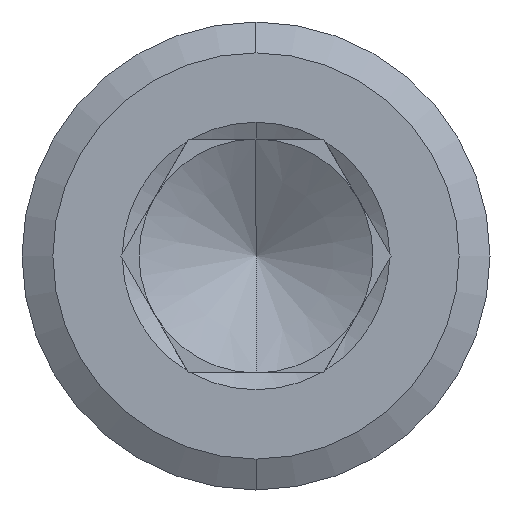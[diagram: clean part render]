
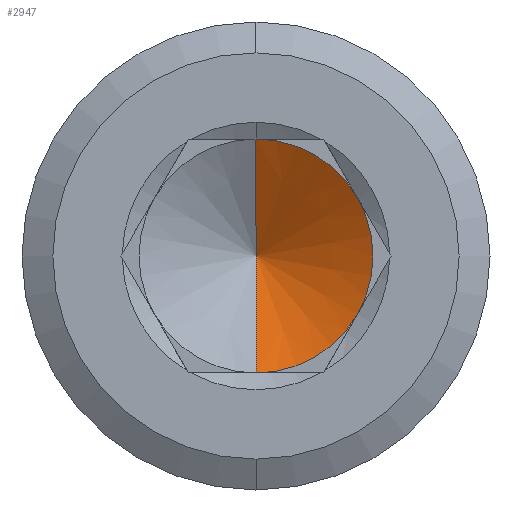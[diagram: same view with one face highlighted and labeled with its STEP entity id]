
A CAD part, left-side view. The second image highlights one B-rep face of the part: STEP entity #2947.
In plain terms, the highlighted conical face has half-angle 60 degrees and reference radius 1732.05 mm.
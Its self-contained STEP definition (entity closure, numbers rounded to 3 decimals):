
#277 = EDGE_CURVE ( 'NONE', #997, #4037, #1928, .T. ) ;
#377 = LINE ( 'NONE', #2603, #2448 ) ;
#566 = AXIS2_PLACEMENT_3D ( 'NONE', #3029, #1101, #2065 ) ;
#574 = EDGE_CURVE ( 'NONE', #1946, #997, #2546, .T. ) ;
#670 = CARTESIAN_POINT ( 'NONE',  ( -26., 0., 1.75 ) ) ;
#785 = CARTESIAN_POINT ( 'NONE',  ( -26., 0., 0. ) ) ;
#874 = CARTESIAN_POINT ( 'NONE',  ( -26., 0., 0. ) ) ;
#896 = ORIENTED_EDGE ( 'NONE', *, *, #2014, .T. ) ;
#915 = FACE_OUTER_BOUND ( 'NONE', #986, .T. ) ;
#986 = EDGE_LOOP ( 'NONE', ( #3096, #896, #2185, #3513, #2108 ) ) ;
#997 = VERTEX_POINT ( 'NONE', #1712 ) ;
#1068 = CARTESIAN_POINT ( 'NONE',  ( -24.99, 0., 0. ) ) ;
#1101 = DIRECTION ( 'NONE',  ( 1., 0., 0. ) ) ;
#1198 = AXIS2_PLACEMENT_3D ( 'NONE', #785, #3652, #2048 ) ;
#1535 = EDGE_CURVE ( 'NONE', #3915, #1946, #3197, .T. ) ;
#1627 = DIRECTION ( 'NONE',  ( -0.5, 0., -0.866 ) ) ;
#1686 = CARTESIAN_POINT ( 'NONE',  ( -26., -1.516, -0.875 ) ) ;
#1712 = CARTESIAN_POINT ( 'NONE',  ( -26., -1.516, 0.875 ) ) ;
#1723 = CIRCLE ( 'NONE', #2842, 1.75 ) ;
#1928 = CIRCLE ( 'NONE', #566, 1.75 ) ;
#1946 = VERTEX_POINT ( 'NONE', #670 ) ;
#2012 = CARTESIAN_POINT ( 'NONE',  ( -1024.99, 0., 0. ) ) ;
#2014 = EDGE_CURVE ( 'NONE', #3915, #3607, #377, .T. ) ;
#2048 = DIRECTION ( 'NONE',  ( 0., 0., -1. ) ) ;
#2065 = DIRECTION ( 'NONE',  ( 0., 0., -1. ) ) ;
#2108 = ORIENTED_EDGE ( 'NONE', *, *, #574, .F. ) ;
#2185 = ORIENTED_EDGE ( 'NONE', *, *, #3487, .F. ) ;
#2448 = VECTOR ( 'NONE', #1627, 1000. ) ;
#2506 = DIRECTION ( 'NONE',  ( 1., 0., 0. ) ) ;
#2546 = CIRCLE ( 'NONE', #1198, 1.75 ) ;
#2567 = CARTESIAN_POINT ( 'NONE',  ( -26., 0., -1.75 ) ) ;
#2603 = CARTESIAN_POINT ( 'NONE',  ( -24.99, 0., 0. ) ) ;
#2683 = VECTOR ( 'NONE', #2939, 1000. ) ;
#2842 = AXIS2_PLACEMENT_3D ( 'NONE', #874, #2506, #3145 ) ;
#2939 = DIRECTION ( 'NONE',  ( -0.5, 0., 0.866 ) ) ;
#2947 = ADVANCED_FACE ( 'NONE', ( #915 ), #3799, .F. ) ;
#2978 = DIRECTION ( 'NONE',  ( -1., 0., 0. ) ) ;
#3029 = CARTESIAN_POINT ( 'NONE',  ( -26., 0., 0. ) ) ;
#3096 = ORIENTED_EDGE ( 'NONE', *, *, #1535, .F. ) ;
#3145 = DIRECTION ( 'NONE',  ( 0., 0., -1. ) ) ;
#3197 = LINE ( 'NONE', #3849, #2683 ) ;
#3425 = AXIS2_PLACEMENT_3D ( 'NONE', #2012, #2978, #3599 ) ;
#3487 = EDGE_CURVE ( 'NONE', #4037, #3607, #1723, .T. ) ;
#3513 = ORIENTED_EDGE ( 'NONE', *, *, #277, .F. ) ;
#3599 = DIRECTION ( 'NONE',  ( 0., 0., 1. ) ) ;
#3607 = VERTEX_POINT ( 'NONE', #2567 ) ;
#3652 = DIRECTION ( 'NONE',  ( 1., 0., 0. ) ) ;
#3799 = CONICAL_SURFACE ( 'NONE', #3425, 1732.051, 1.047 ) ;
#3849 = CARTESIAN_POINT ( 'NONE',  ( -24.99, 0., 0. ) ) ;
#3915 = VERTEX_POINT ( 'NONE', #1068 ) ;
#4037 = VERTEX_POINT ( 'NONE', #1686 ) ;
